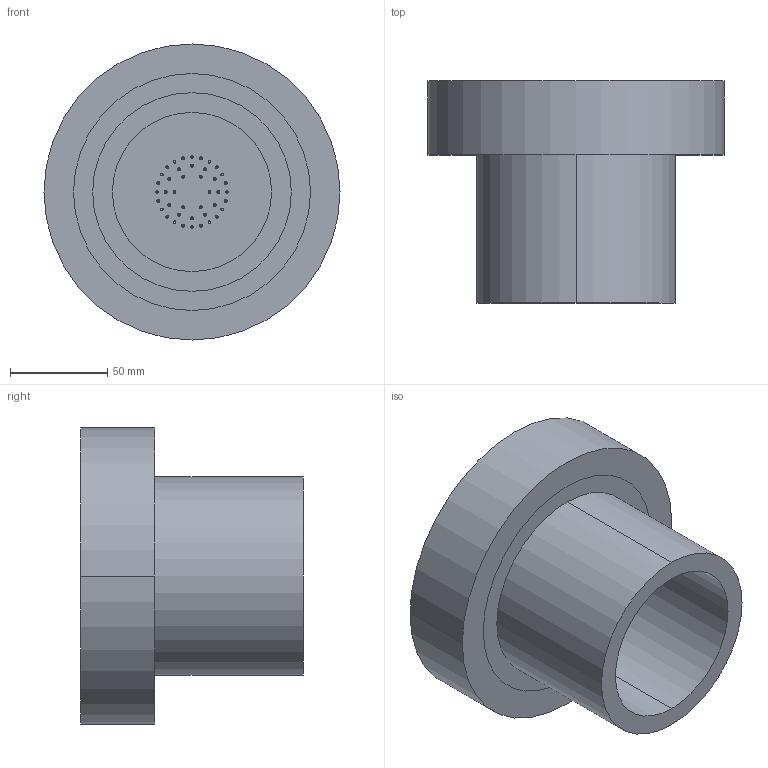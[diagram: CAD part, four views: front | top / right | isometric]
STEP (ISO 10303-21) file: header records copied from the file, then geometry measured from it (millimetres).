
FILE_DESCRIPTION (( 'STEP AP214' ), '1' );
FILE_NAME ('ManifoldAssembly.STEP', '2023-02-15T21:44:28', ( '' ), ( '' ), 'SwSTEP 2.0', 'SolidWorks 2022', '' );
FILE_SCHEMA (( 'AUTOMOTIVE_DESIGN' ));
Length unit declared in the file: inch
Products named in the file (6): Ablative; New_KerosenePlate; Lox Needle; New_ManifoldDome; ManifoldAssembly; LoxPlate
Assembly tree (46 placements, depth 2):
  ManifoldAssembly
    New_ManifoldDome
    New_KerosenePlate
    LoxPlate
    Ablative
    Lox Needle  x42
Bounding box: 152.4 x 114.3 x 152.4 mm (x, y, z)
Volume: 873432 mm3; surface area: 155509.8 mm2
Topology: 46 solids, 46 shells, 475 faces, 1120 edges, 746 vertices
Faces by surface type: cylinder 362, plane 101, cone 8, bspline 4
Entity records: 8886 total; most frequent: CARTESIAN_POINT 1688, DIRECTION 1580, ORIENTED_EDGE 1256, AXIS2_PLACEMENT_3D 686, EDGE_CURVE 628, VERTEX_POINT 418, EDGE_LOOP 416, CIRCLE 412
